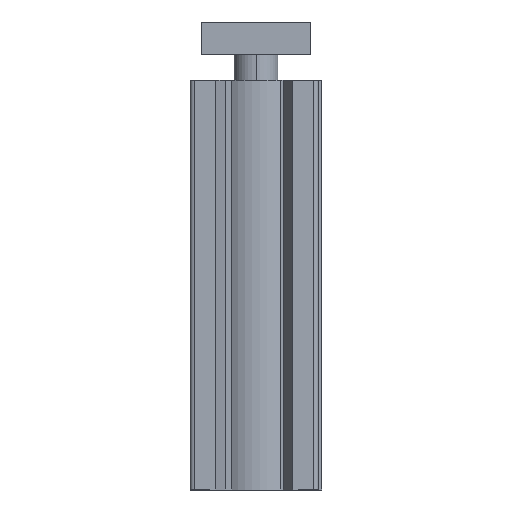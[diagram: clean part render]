
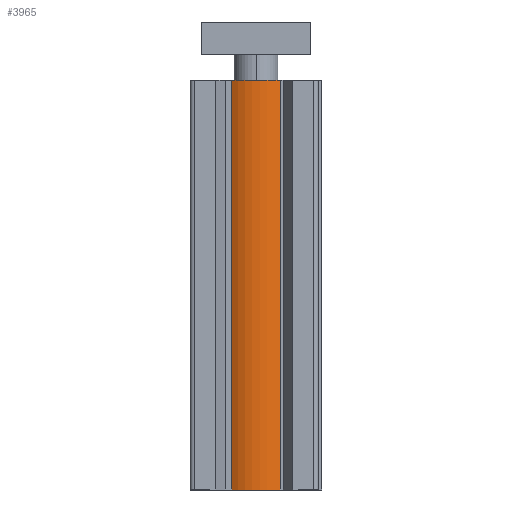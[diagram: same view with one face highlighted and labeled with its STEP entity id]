
A CAD part, left-side view. The second image highlights one B-rep face of the part: STEP entity #3965.
In plain terms, the highlighted cylindrical face has radius 12 mm (diameter 24 mm), a partial arc.
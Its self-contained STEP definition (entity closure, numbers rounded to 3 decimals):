
#167 = CARTESIAN_POINT ( 'NONE',  ( -37., 6.633, -56. ) ) ;
#231 = ORIENTED_EDGE ( 'NONE', *, *, #6646, .F. ) ;
#247 = DIRECTION ( 'NONE',  ( 0., 0., -1. ) ) ;
#1088 = FACE_OUTER_BOUND ( 'NONE', #7766, .T. ) ;
#1096 = DIRECTION ( 'NONE',  ( 0., 0., -1. ) ) ;
#1099 = LINE ( 'NONE', #4455, #6113 ) ;
#1464 = VERTEX_POINT ( 'NONE', #167 ) ;
#1627 = CIRCLE ( 'NONE', #6674, 12. ) ;
#1860 = VECTOR ( 'NONE', #3902, 1000. ) ;
#2098 = ORIENTED_EDGE ( 'NONE', *, *, #6567, .F. ) ;
#2594 = VERTEX_POINT ( 'NONE', #6579 ) ;
#3801 = DIRECTION ( 'NONE',  ( 1., 0., 0. ) ) ;
#3902 = DIRECTION ( 'NONE',  ( 0., 0., 1. ) ) ;
#3965 = ADVANCED_FACE ( 'NONE', ( #1088 ), #5899, .T. ) ;
#4135 = CARTESIAN_POINT ( 'NONE',  ( -37., -6.633, -56. ) ) ;
#4210 = CIRCLE ( 'NONE', #4360, 12. ) ;
#4350 = CARTESIAN_POINT ( 'NONE',  ( -27., 0., -56. ) ) ;
#4360 = AXIS2_PLACEMENT_3D ( 'NONE', #4350, #247, #5029 ) ;
#4455 = CARTESIAN_POINT ( 'NONE',  ( -37., 6.633, -56. ) ) ;
#4469 = DIRECTION ( 'NONE',  ( 0., 0., 1. ) ) ;
#5029 = DIRECTION ( 'NONE',  ( 1., 0., 0. ) ) ;
#5145 = DIRECTION ( 'NONE',  ( 0., 0., 1. ) ) ;
#5188 = CARTESIAN_POINT ( 'NONE',  ( -27., 0., 56. ) ) ;
#5874 = DIRECTION ( 'NONE',  ( 1., 0., 0. ) ) ;
#5899 = CYLINDRICAL_SURFACE ( 'NONE', #5945, 12. ) ;
#5917 = EDGE_CURVE ( 'NONE', #8535, #2594, #1627, .T. ) ;
#5945 = AXIS2_PLACEMENT_3D ( 'NONE', #8516, #4469, #3801 ) ;
#6113 = VECTOR ( 'NONE', #5145, 1000. ) ;
#6489 = ORIENTED_EDGE ( 'NONE', *, *, #6758, .T. ) ;
#6567 = EDGE_CURVE ( 'NONE', #8299, #1464, #4210, .T. ) ;
#6579 = CARTESIAN_POINT ( 'NONE',  ( -37., 6.633, 56. ) ) ;
#6646 = EDGE_CURVE ( 'NONE', #1464, #2594, #1099, .T. ) ;
#6674 = AXIS2_PLACEMENT_3D ( 'NONE', #5188, #1096, #5874 ) ;
#6758 = EDGE_CURVE ( 'NONE', #8299, #8535, #8644, .T. ) ;
#6784 = CARTESIAN_POINT ( 'NONE',  ( -37., -6.633, 56. ) ) ;
#7766 = EDGE_LOOP ( 'NONE', ( #231, #2098, #6489, #8413 ) ) ;
#7935 = CARTESIAN_POINT ( 'NONE',  ( -37., -6.633, -56. ) ) ;
#8299 = VERTEX_POINT ( 'NONE', #4135 ) ;
#8413 = ORIENTED_EDGE ( 'NONE', *, *, #5917, .T. ) ;
#8516 = CARTESIAN_POINT ( 'NONE',  ( -27., 0., -56. ) ) ;
#8535 = VERTEX_POINT ( 'NONE', #6784 ) ;
#8644 = LINE ( 'NONE', #7935, #1860 ) ;
